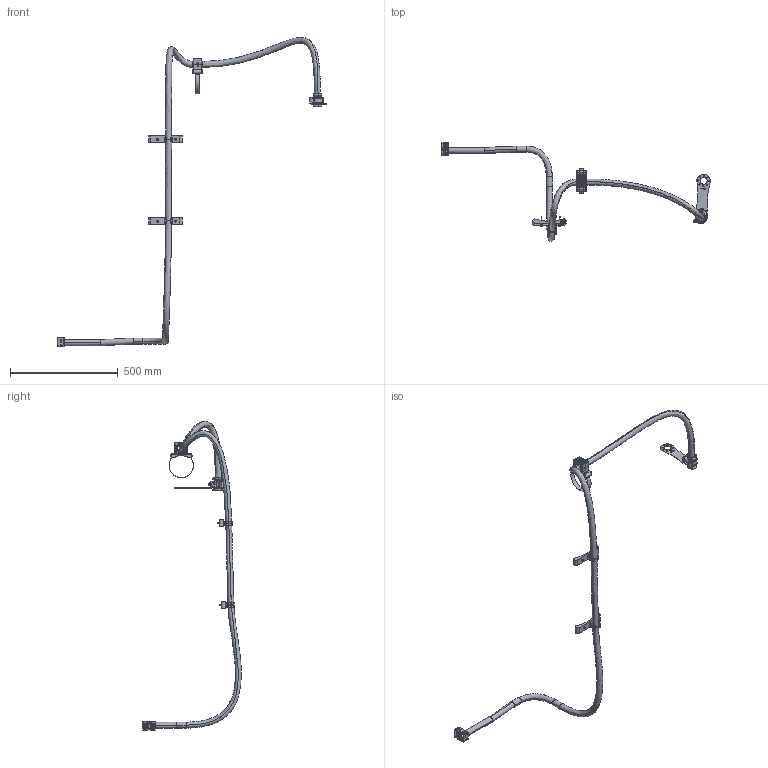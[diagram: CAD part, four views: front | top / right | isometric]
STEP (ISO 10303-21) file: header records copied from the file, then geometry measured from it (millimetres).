
FILE_DESCRIPTION (( 'STEP AP214' ), '1' );
FILE_NAME ('P2613-01.STEP', '2026-04-13T10:16:23', ( '' ), ( '' ), 'SwSTEP 2.0', 'SolidWorks 2024', '' );
FILE_SCHEMA (( 'AUTOMOTIVE_DESIGN' ));
Length unit declared in the file: millimetre
Products named in the file (1): P2613-01
Bounding box: 1247.46 x 457.94 x 1435.58 mm (x, y, z)
Volume: 1125971.5 mm3; surface area: 696181.3 mm2
Topology: 72 solids, 72 shells, 2370 faces, 5958 edges, 3748 vertices
Faces by surface type: plane 940, cylinder 644, bspline 468, torus 202, cone 86, sphere 30
Entity records: 154720 total; most frequent: CARTESIAN_POINT 73710, ORIENTED_EDGE 11780, DIRECTION 10444, EDGE_CURVE 5890, AXIS2_PLACEMENT_3D 3783, VERTEX_POINT 3742, VECTOR 2878, LINE 2878
